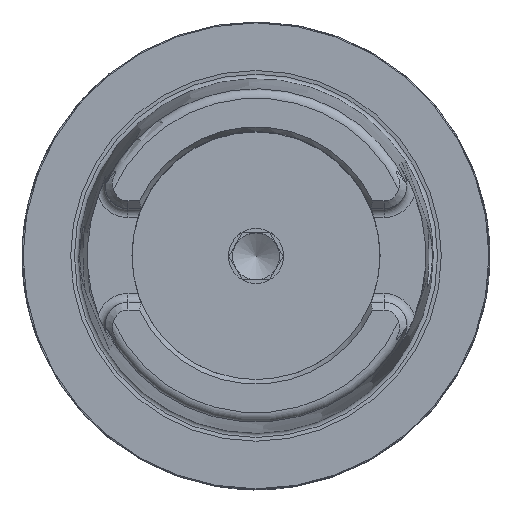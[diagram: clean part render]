
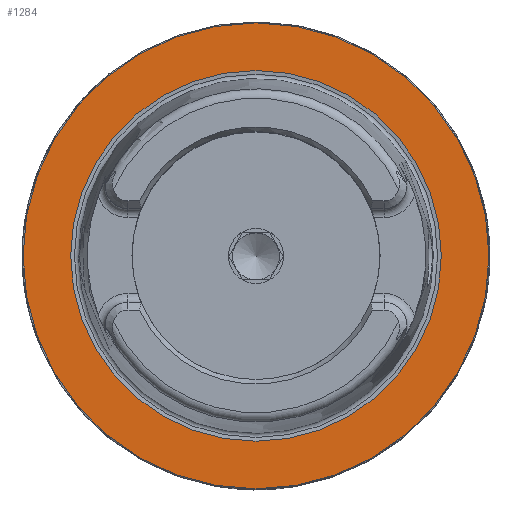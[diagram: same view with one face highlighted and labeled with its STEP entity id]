
A CAD part, top view. The second image highlights one B-rep face of the part: STEP entity #1284.
In plain terms, the highlighted planar face has unit normal (0, 0, 1).
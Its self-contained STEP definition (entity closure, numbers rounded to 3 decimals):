
#1040=FACE_BOUND('',#1979,.T.);
#1041=FACE_BOUND('',#1980,.T.);
#1284=ADVANCED_FACE('',(#1040,#1041),#1508,.T.);
#1508=PLANE('',#4970);
#1979=EDGE_LOOP('',(#2877));
#1980=EDGE_LOOP('',(#2878));
#2877=ORIENTED_EDGE('',*,*,#4234,.F.);
#2878=ORIENTED_EDGE('',*,*,#4235,.T.);
#3703=VERTEX_POINT('',#8495);
#3704=VERTEX_POINT('',#8497);
#4234=EDGE_CURVE('',#3703,#3703,#4534,.T.);
#4235=EDGE_CURVE('',#3704,#3704,#4535,.T.);
#4534=CIRCLE('',#4968,39.592);
#4535=CIRCLE('',#4969,49.765);
#4968=AXIS2_PLACEMENT_3D('',#8494,#6001,#6002);
#4969=AXIS2_PLACEMENT_3D('',#8496,#6003,#6004);
#4970=AXIS2_PLACEMENT_3D('',#8498,#6005,#6006);
#6001=DIRECTION('',(0.,0.,1.));
#6002=DIRECTION('',(0.,-1.,0.));
#6003=DIRECTION('',(0.,0.,1.));
#6004=DIRECTION('',(0.,-1.,0.));
#6005=DIRECTION('',(0.,0.,1.));
#6006=DIRECTION('',(0.,-1.,0.));
#8494=CARTESIAN_POINT('',(0.,0.,0.));
#8495=CARTESIAN_POINT('',(0.,-39.592,0.));
#8496=CARTESIAN_POINT('',(0.,0.,0.));
#8497=CARTESIAN_POINT('',(0.,-49.765,0.));
#8498=CARTESIAN_POINT('',(0.,0.,0.));
